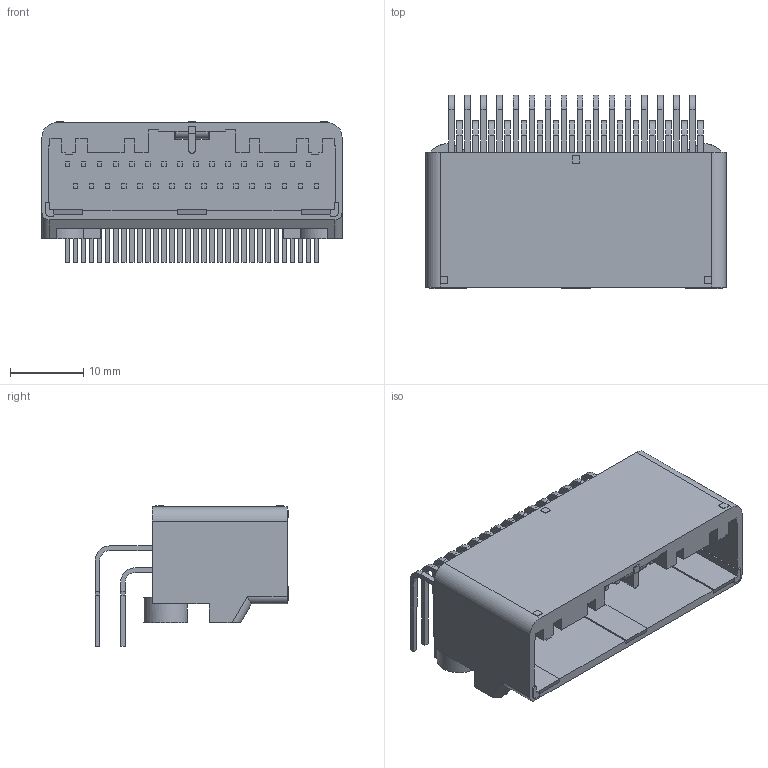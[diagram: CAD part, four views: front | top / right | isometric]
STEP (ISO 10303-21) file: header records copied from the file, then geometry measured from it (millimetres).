
FILE_DESCRIPTION(/* description */ ('STEP AP203'),/* implementation_level */ '2;1');
FILE_NAME(/* name */ 'JAE - MX34032NF2.step',/* time_stamp */ '2024-10-13T03:28:51+01:00',/* author */ (''),/* organization */ (''),/* preprocessor_version */ 'ST-DEVELOPER v20',/* originating_system */ 'Autodesk Translation Framework v13.20.0.188',/* authorisation */ '');
FILE_SCHEMA (('AUTOMOTIVE_DESIGN { 1 0 10303 214 3 1 1 }'));
Length unit declared in the file: millimetre
Products named in the file (1): K3D-MX34032NF2-V2_JAE_Proprietary
Bounding box: 41.1 x 26.52 x 19.2 mm (x, y, z)
Volume: 5327.8 mm3; surface area: 7657.7 mm2
Topology: 1 solids, 1 shells, 727 faces, 1967 edges, 1308 vertices
Faces by surface type: plane 648, cylinder 79
Full cylindrical faces by diameter (mm): 2.35 x2
Entity records: 23134 total; most frequent: CARTESIAN_POINT 4003, ORIENTED_EDGE 3934, DIRECTION 3585, EDGE_CURVE 1967, LINE 1805, VECTOR 1805, VERTEX_POINT 1308, AXIS2_PLACEMENT_3D 890
